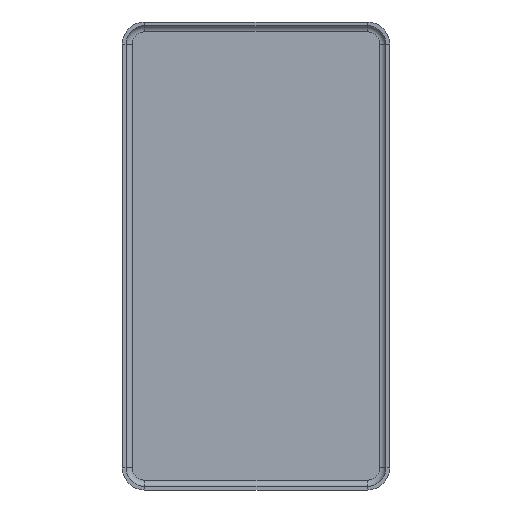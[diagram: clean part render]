
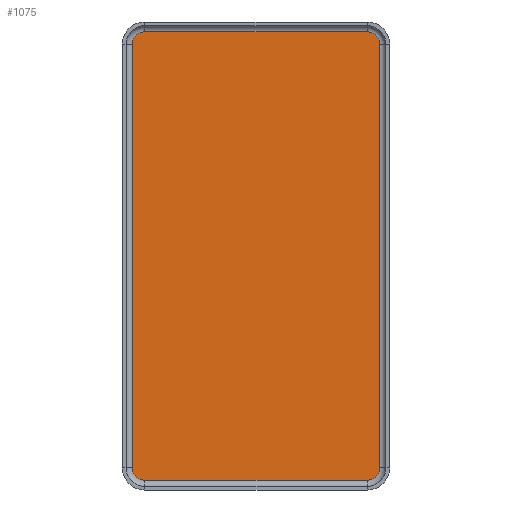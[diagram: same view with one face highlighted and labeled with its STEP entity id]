
A CAD part, front view. The second image highlights one B-rep face of the part: STEP entity #1075.
In plain terms, the highlighted planar face has unit normal (0, -1, 0).
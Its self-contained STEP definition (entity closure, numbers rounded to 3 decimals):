
#1 = ORIENTED_EDGE ( 'NONE', *, *, #26, .F. ) ;
#14 = VECTOR ( 'NONE', #183, 1000. ) ;
#15 = DIRECTION ( 'NONE',  ( 1., 0., 0. ) ) ;
#26 = EDGE_CURVE ( 'NONE', #347, #344, #1120, .T. ) ;
#39 = CARTESIAN_POINT ( 'NONE',  ( 9., -0.3, 17.1 ) ) ;
#46 = EDGE_CURVE ( 'NONE', #344, #704, #95, .T. ) ;
#47 = DIRECTION ( 'NONE',  ( 0., 0., -1. ) ) ;
#60 = EDGE_CURVE ( 'NONE', #682, #324, #755, .T. ) ;
#95 = LINE ( 'NONE', #809, #932 ) ;
#105 = EDGE_CURVE ( 'NONE', #1040, #682, #529, .T. ) ;
#138 = EDGE_CURVE ( 'NONE', #704, #1040, #579, .T. ) ;
#150 = DIRECTION ( 'NONE',  ( 0., 1., 0. ) ) ;
#158 = CARTESIAN_POINT ( 'NONE',  ( -10., -0.3, 17.1 ) ) ;
#178 = ORIENTED_EDGE ( 'NONE', *, *, #46, .F. ) ;
#183 = DIRECTION ( 'NONE',  ( 0., 0., 1. ) ) ;
#187 = DIRECTION ( 'NONE',  ( 0., 0., 1. ) ) ;
#193 = VERTEX_POINT ( 'NONE', #411 ) ;
#197 = CARTESIAN_POINT ( 'NONE',  ( -10., -0.3, -17.1 ) ) ;
#214 = DIRECTION ( 'NONE',  ( 0., -1., 0. ) ) ;
#246 = AXIS2_PLACEMENT_3D ( 'NONE', #510, #150, #883 ) ;
#268 = CARTESIAN_POINT ( 'NONE',  ( 9., -0.3, -18.1 ) ) ;
#292 = VECTOR ( 'NONE', #548, 1000. ) ;
#324 = VERTEX_POINT ( 'NONE', #975 ) ;
#344 = VERTEX_POINT ( 'NONE', #901 ) ;
#347 = VERTEX_POINT ( 'NONE', #158 ) ;
#360 = CARTESIAN_POINT ( 'NONE',  ( 9., -0.3, 17.1 ) ) ;
#367 = CARTESIAN_POINT ( 'NONE',  ( 9., -0.3, -17.1 ) ) ;
#371 = DIRECTION ( 'NONE',  ( 0., 0., 1. ) ) ;
#382 = CARTESIAN_POINT ( 'NONE',  ( -10., -0.3, -17.1 ) ) ;
#392 = DIRECTION ( 'NONE',  ( 0., 0., 1. ) ) ;
#411 = CARTESIAN_POINT ( 'NONE',  ( -9., -0.3, -18.1 ) ) ;
#440 = AXIS2_PLACEMENT_3D ( 'NONE', #367, #994, #187 ) ;
#473 = CARTESIAN_POINT ( 'NONE',  ( 10., -0.3, -17.1 ) ) ;
#476 = FACE_OUTER_BOUND ( 'NONE', #593, .T. ) ;
#489 = EDGE_CURVE ( 'NONE', #324, #193, #1009, .T. ) ;
#494 = VECTOR ( 'NONE', #1116, 1000. ) ;
#508 = EDGE_CURVE ( 'NONE', #626, #347, #664, .T. ) ;
#510 = CARTESIAN_POINT ( 'NONE',  ( -9., -0.3, 17.1 ) ) ;
#529 = LINE ( 'NONE', #915, #292 ) ;
#548 = DIRECTION ( 'NONE',  ( 0., 0., -1. ) ) ;
#579 = CIRCLE ( 'NONE', #611, 1. ) ;
#587 = ORIENTED_EDGE ( 'NONE', *, *, #1101, .F. ) ;
#593 = EDGE_LOOP ( 'NONE', ( #875, #178, #1, #775, #587, #670, #680, #1074 ) ) ;
#611 = AXIS2_PLACEMENT_3D ( 'NONE', #360, #722, #371 ) ;
#626 = VERTEX_POINT ( 'NONE', #197 ) ;
#637 = CARTESIAN_POINT ( 'NONE',  ( 10., -0.3, 17.1 ) ) ;
#664 = LINE ( 'NONE', #382, #14 ) ;
#670 = ORIENTED_EDGE ( 'NONE', *, *, #489, .F. ) ;
#678 = DIRECTION ( 'NONE',  ( 0., 1., 0. ) ) ;
#680 = ORIENTED_EDGE ( 'NONE', *, *, #60, .F. ) ;
#682 = VERTEX_POINT ( 'NONE', #473 ) ;
#704 = VERTEX_POINT ( 'NONE', #846 ) ;
#722 = DIRECTION ( 'NONE',  ( 0., 1., 0. ) ) ;
#755 = CIRCLE ( 'NONE', #440, 1. ) ;
#775 = ORIENTED_EDGE ( 'NONE', *, *, #508, .F. ) ;
#803 = CIRCLE ( 'NONE', #992, 1. ) ;
#809 = CARTESIAN_POINT ( 'NONE',  ( -9., -0.3, 18.1 ) ) ;
#846 = CARTESIAN_POINT ( 'NONE',  ( 9., -0.3, 18.1 ) ) ;
#851 = PLANE ( 'NONE',  #1015 ) ;
#875 = ORIENTED_EDGE ( 'NONE', *, *, #138, .F. ) ;
#883 = DIRECTION ( 'NONE',  ( 0., 0., 1. ) ) ;
#901 = CARTESIAN_POINT ( 'NONE',  ( -9., -0.3, 18.1 ) ) ;
#915 = CARTESIAN_POINT ( 'NONE',  ( 10., -0.3, 17.1 ) ) ;
#932 = VECTOR ( 'NONE', #15, 1000. ) ;
#943 = CARTESIAN_POINT ( 'NONE',  ( -9., -0.3, -17.1 ) ) ;
#975 = CARTESIAN_POINT ( 'NONE',  ( 9., -0.3, -18.1 ) ) ;
#992 = AXIS2_PLACEMENT_3D ( 'NONE', #943, #678, #392 ) ;
#994 = DIRECTION ( 'NONE',  ( 0., 1., 0. ) ) ;
#1009 = LINE ( 'NONE', #268, #494 ) ;
#1015 = AXIS2_PLACEMENT_3D ( 'NONE', #39, #214, #47 ) ;
#1040 = VERTEX_POINT ( 'NONE', #637 ) ;
#1074 = ORIENTED_EDGE ( 'NONE', *, *, #105, .F. ) ;
#1075 = ADVANCED_FACE ( 'NONE', ( #476 ), #851, .T. ) ;
#1101 = EDGE_CURVE ( 'NONE', #193, #626, #803, .T. ) ;
#1116 = DIRECTION ( 'NONE',  ( -1., 0., 0. ) ) ;
#1120 = CIRCLE ( 'NONE', #246, 1. ) ;
